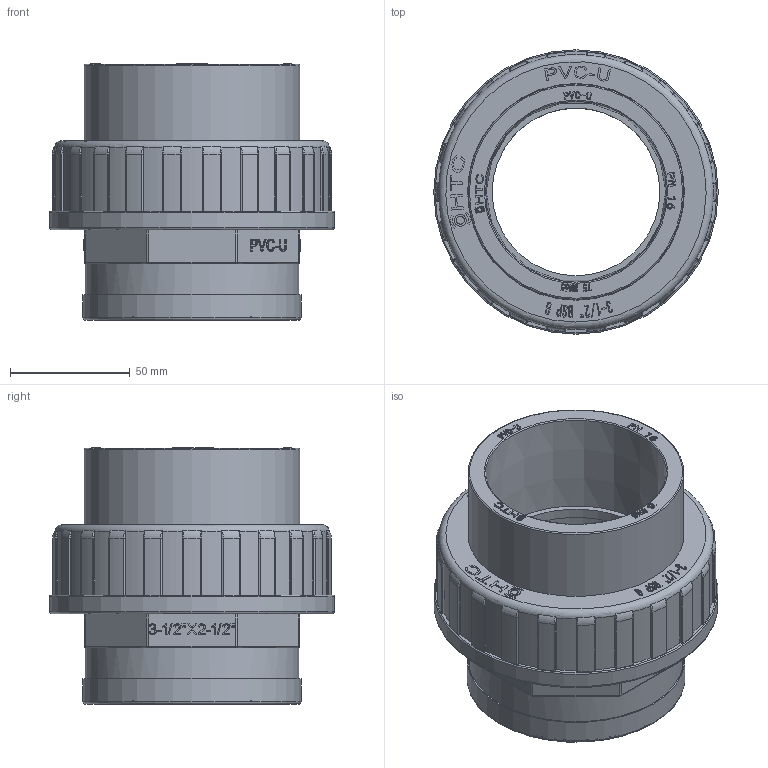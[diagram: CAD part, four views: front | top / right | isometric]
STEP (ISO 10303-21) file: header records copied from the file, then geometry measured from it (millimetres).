
FILE_DESCRIPTION(/* description */ (''),/* implementation_level */ '2;1');
FILE_NAME(/* name */ '75V型活接内螺主体+插口内套含铁圈.stp',/* time_stamp */ '2025-08-05T14:30:12+08:00',/* author */ (''),/* organization */ (''),/* preprocessor_version */ 'ST-DEVELOPER v16.7',/* originating_system */ 'SIEMENS PLM Software NX 12.0',/* authorisation */ '');
FILE_SCHEMA (('AUTOMOTIVE_DESIGN { 1 0 10303 214 3 1 1 1 }'));
Length unit declared in the file: millimetre
Products named in the file (1): Admi24B43260hv4b
Bounding box: 118.7 x 118.7 x 106.95 mm (x, y, z)
Volume: 382080.6 mm3; surface area: 136449.5 mm2
Topology: 5 solids, 5 shells, 2155 faces, 6069 edges, 4022 vertices
Faces by surface type: plane 1662, extrusion 219, cylinder 178, bspline 51, torus 44, cone 1
Full cylindrical faces by diameter (mm): 1.56 x1, 2.34 x1, 2.486 x1, 3.315 x1, 3.32 x1, 4.98 x1, 70 x2, 75.184 x13, 75.7 x1, 80 x3, 89 x1, 90 x4, 90.5 x1, 91 x1, 96 x1, 97.372 x9, 100.73 x13, 118.7 x1
Entity records: 93635 total; most frequent: CARTESIAN_POINT 46186, ORIENTED_EDGE 11824, DIRECTION 6507, EDGE_CURVE 5912, VERTEX_POINT 3939, B_SPLINE_CURVE_WITH_KNOTS 3876, EDGE_LOOP 2269, AXIS2_PLACEMENT_3D 2181
